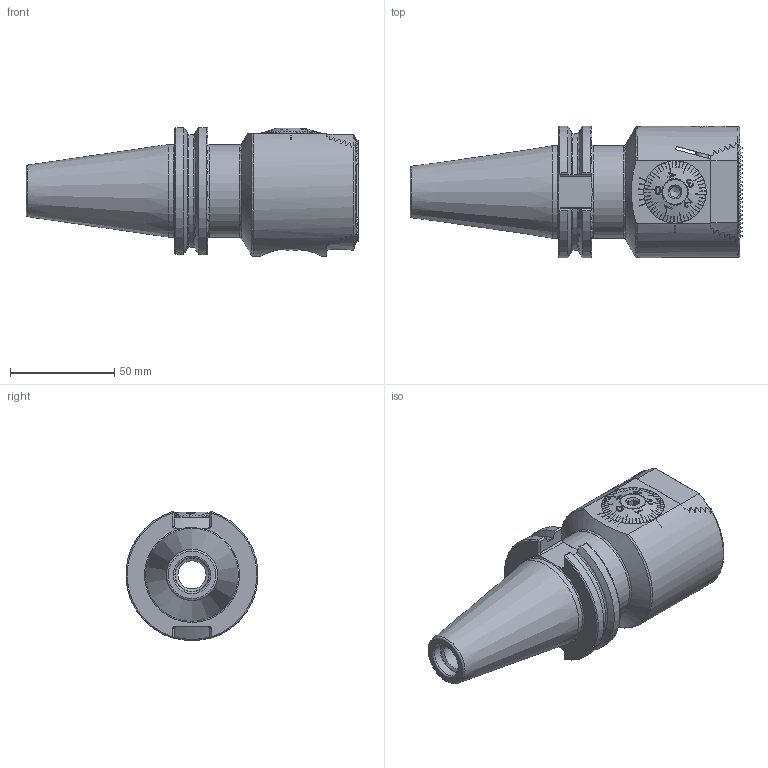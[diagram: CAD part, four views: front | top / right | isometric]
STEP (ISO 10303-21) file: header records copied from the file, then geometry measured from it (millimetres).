
FILE_DESCRIPTION (( 'STEP AP214' ), '1' );
FILE_NAME ('CT4.MH1.K01.090.STEP', '2020-08-13T13:56:01', ( '' ), ( '' ), 'SwSTEP 2.0', 'SolidWorks 2017', '' );
FILE_SCHEMA (( 'AUTOMOTIVE_DESIGN' ));
Length unit declared in the file: millimetre
Products named in the file (19): ISO 4026 - M8 x 6; DIN 3771 - 25x1.5; ISO 4762 - M6 x 16; A55-BG2.013.005_C; A55-BG2.015.007_A; A55-BG2.011.016_D; A55-BG2.014.007_A; MH1-BG1.001.049_B; MH1-BG1.001.049; CT4-MH1.K00.090_A; MH1-BG1.004.049_Montagezeichnung; A55-BG2.012.006_B; CT4.MH1.K01.090; ISO 4026 - M10 x 16; ISO 4026 - M10 x 16_PreviewCfg; A55-BG1.012.007_B; MH1-BG3.001.042_D; MH1-BG2.001.056_D; ISO 4026 - M4 x 5
Assembly tree (18 placements, depth 4):
  CT4.MH1.K01.090
    CT4-MH1.K00.090_A
    MH1-BG1.004.049_Montagezeichnung
      A55-BG2.012.006_B
      A55-BG2.013.005_C
      A55-BG2.015.007_A
        A55-BG2.011.016_D
        A55-BG2.014.007_A
      MH1-BG1.001.049
        MH1-BG1.001.049_B
        A55-BG1.012.007_B
      DIN 3771 - 25x1.5
      ISO 4026 - M4 x 5
    MH1-BG3.001.042_D
    MH1-BG2.001.056_D
    ISO 4026 - M10 x 16_PreviewCfg
    ISO 4026 - M8 x 6
    ISO 4762 - M6 x 16
    ISO 4026 - M10 x 16
Bounding box: 159.43 x 63.28 x 61.91 mm (x, y, z)
Volume: 263138 mm3; surface area: 74904.3 mm2
Topology: 15 solids, 15 shells, 926 faces, 2568 edges, 1680 vertices
Faces by surface type: plane 549, cylinder 180, cone 122, torus 38, bspline 37
Full cylindrical faces by diameter (mm): 1 x1, 1.6 x1, 3.3 x1, 4 x1, 4.2 x5, 5 x2, 6 x1, 6.4 x1, 6.8 x3, 8 x3, 8.5 x4, 9.5 x1, 10 x3, 11 x3, 11.5 x1, 11.6 x1, 11.75 x1, 11.95 x1, 12 x3, 12.4 x1, 13.5 x1, 14 x2, 14.2 x1, 16 x1, 16.43 x1, 18 x1, 20 x4, 22 x1, 25 x3, 29.9 x1
Entity records: 38542 total; most frequent: CARTESIAN_POINT 13571, ORIENTED_EDGE 4738, DIRECTION 3621, EDGE_CURVE 2369, VERTEX_POINT 1630, AXIS2_PLACEMENT_3D 1380, EDGE_LOOP 1123, FACE_OUTER_BOUND 1011
